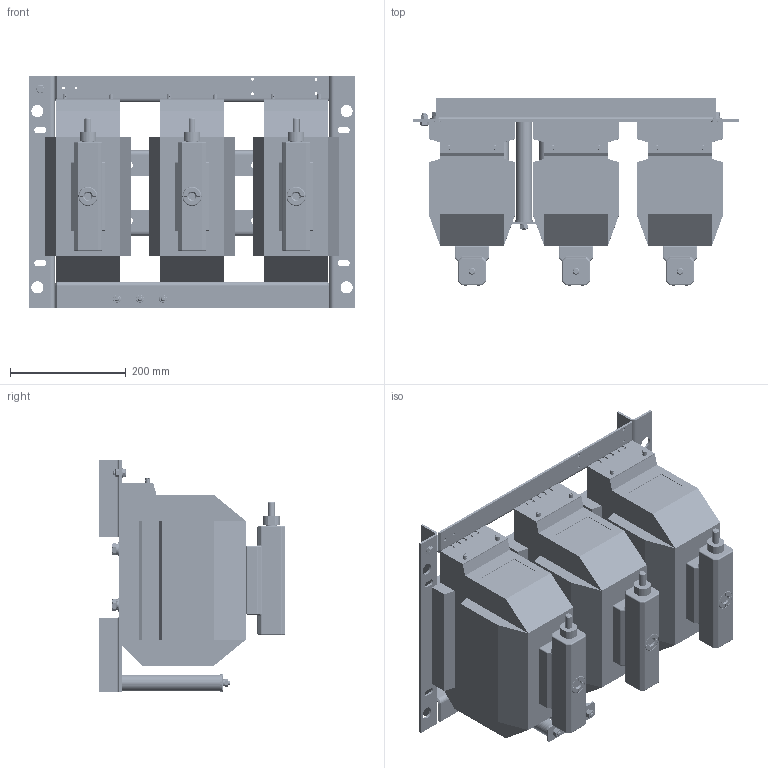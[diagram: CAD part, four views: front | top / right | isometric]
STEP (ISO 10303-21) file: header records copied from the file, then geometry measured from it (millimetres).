
FILE_DESCRIPTION(('STEP AP242'), '1');
FILE_NAME('ÝÊ.1.755.001 3õÇÍÎËÏ Ì1 Ò 3-6-10êÂ', '', ('UNSPECIFIED'), ('UNSPECIFIED'), 'ASCON STEP Converter 1.6', 'ASCON Math Kernel', '');
FILE_SCHEMA(('AP242_MANAGED_MODEL_BASED_3D_ENGINEERING_MIM_LF { 1 0 10303 442 1 1 4 }'));
Length unit declared in the file: millimetre
Products named in the file (43): 3ﾍﾎﾋ-10 ﾌ1 ﾒ; 鎗鵻罻 楟.8.211.004
Assembly tree (108 placements, depth 5):
  3ﾍﾎﾋ-10 ﾌ1 ﾒ
    (unnamed)  x3
    (unnamed)
    (unnamed)  x12
    (unnamed)  x12
    (unnamed)  x12
    (unnamed)  x6
    (unnamed)  x3
    (unnamed)  x7
    (unnamed)  x3
    (unnamed)
    (unnamed)
    (unnamed)
      (unnamed)
      (unnamed)
        (unnamed)
      (unnamed)
      (unnamed)  x2
      (unnamed)
    (unnamed)  x3
      (unnamed)
      (unnamed)
      鎗鵻罻 楟.8.211.004
      (unnamed)
      (unnamed)
      (unnamed)
        (unnamed)
        (unnamed)
          (unnamed)
          (unnamed)
          (unnamed)
          (unnamed)
          (unnamed)
        (unnamed)
        (unnamed)
        (unnamed)
        (unnamed)
      (unnamed)
      (unnamed)
      (unnamed)
        (unnamed)
        (unnamed)
        (unnamed)
Bounding box: 565 x 323.5 x 400 mm (x, y, z)
Volume: 26675710 mm3; surface area: 1765797.1 mm2
Topology: 190 solids, 190 shells, 5020 faces, 12081 edges, 7619 vertices
Faces by surface type: plane 2608, cylinder 1647, cone 365, torus 250, sphere 87, bspline 63
Full cylindrical faces by diameter (mm): 0.007 x3, 2.5 x6, 4 x42, 4.134 x6, 4.917 x15, 5 x12, 6 x21, 6.4 x15, 6.8 x12, 6.917 x7, 7 x3, 8 x19, 8.2 x3, 8.376 x3, 8.4 x3, 8.5 x1, 8.95 x3, 9 x7, 10 x48, 10.106 x12, 10.5 x3, 11.16 x12, 12 x30, 12.114 x3, 13 x15, 14 x6, 15 x6, 16 x1, 17 x42, 17.2 x3
Entity records: 75361 total; most frequent: CARTESIAN_POINT 25591, DIRECTION 7503, ORIENTED_EDGE 6658, EDGE_CURVE 3329, AXIS2_PLACEMENT_3D 2829, VERTEX_POINT 2254, LINE 1845, VECTOR 1845
